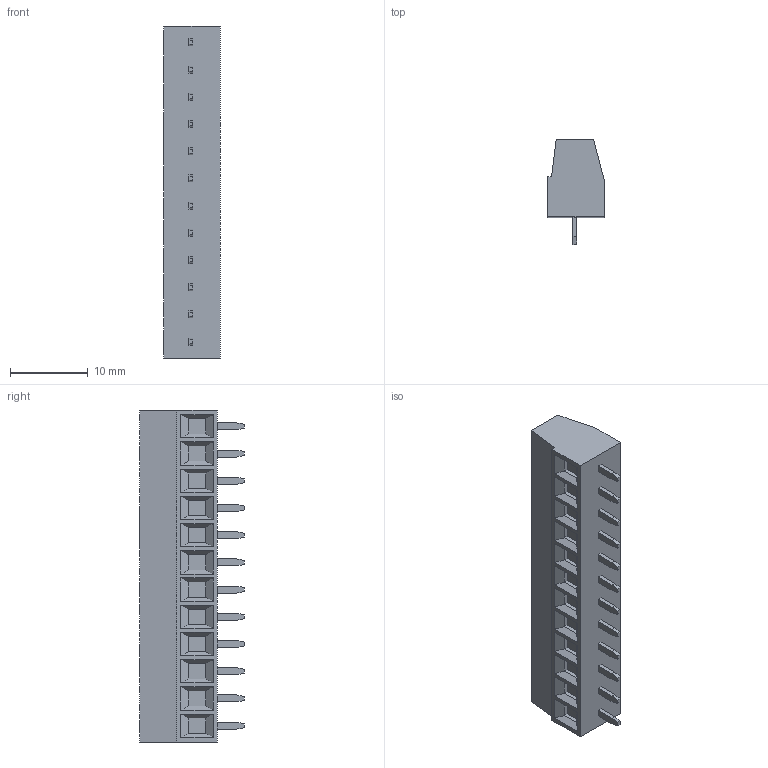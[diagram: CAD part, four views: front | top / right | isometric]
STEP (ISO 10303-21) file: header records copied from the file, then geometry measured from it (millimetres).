
FILE_DESCRIPTION((''),'2;1');
FILE_NAME('PRT0050','2024-10-31T',('yanfa'),(''),'PRO/ENGINEER BY PARAMETRIC TECHNOLOGY CORPORATION, 2009280','PRO/ENGINEER BY PARAMETRIC TECHNOLOGY CORPORATION, 2009280','');
FILE_SCHEMA(('AUTOMOTIVE_DESIGN_CC2 { 1 2 10303 214 -1 1 5 2 }'));
Length unit declared in the file: millimetre
Products named in the file (1): PRT0050
Bounding box: 7.3 x 13.5 x 42.7 mm (x, y, z)
Volume: 2638.7 mm3; surface area: 2082.9 mm2
Topology: 1 solids, 1 shells, 441 faces, 1029 edges, 638 vertices
Faces by surface type: plane 273, cylinder 96, cone 48, torus 24
Entity records: 12515 total; most frequent: CARTESIAN_POINT 2324, DIRECTION 2127, ORIENTED_EDGE 2058, EDGE_CURVE 1029, VECTOR 717, LINE 717, AXIS2_PLACEMENT_3D 705, VERTEX_POINT 638
